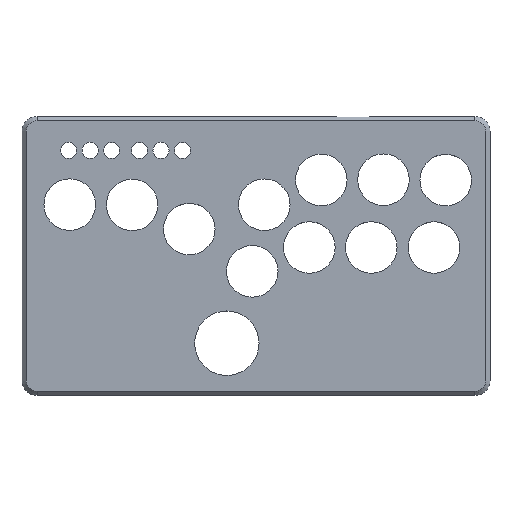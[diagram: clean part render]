
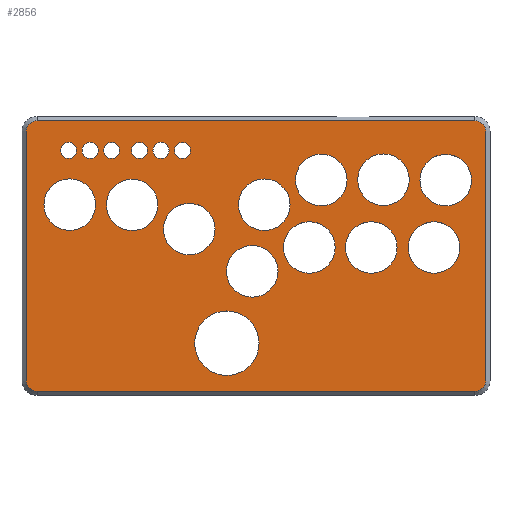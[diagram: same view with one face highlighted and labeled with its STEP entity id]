
A CAD part, top view. The second image highlights one B-rep face of the part: STEP entity #2856.
In plain terms, the highlighted planar face has unit normal (0, 0, 1).
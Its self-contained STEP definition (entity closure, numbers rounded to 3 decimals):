
#51=FACE_BOUND('',#462,.T.);
#52=FACE_BOUND('',#463,.T.);
#53=FACE_BOUND('',#464,.T.);
#54=FACE_BOUND('',#465,.T.);
#55=FACE_BOUND('',#466,.T.);
#56=FACE_BOUND('',#467,.T.);
#57=FACE_BOUND('',#468,.T.);
#58=FACE_BOUND('',#469,.T.);
#59=FACE_BOUND('',#470,.T.);
#60=FACE_BOUND('',#471,.T.);
#61=FACE_BOUND('',#472,.T.);
#62=FACE_BOUND('',#473,.T.);
#63=FACE_BOUND('',#474,.T.);
#64=FACE_BOUND('',#475,.T.);
#65=FACE_BOUND('',#476,.T.);
#66=FACE_BOUND('',#477,.T.);
#67=FACE_BOUND('',#478,.T.);
#68=FACE_BOUND('',#479,.T.);
#135=PLANE('',#3143);
#257=FACE_OUTER_BOUND('',#461,.T.);
#461=EDGE_LOOP('',(#2354,#2355,#2356,#2357,#2358,#2359,#2360,#2361));
#462=EDGE_LOOP('',(#2362));
#463=EDGE_LOOP('',(#2363));
#464=EDGE_LOOP('',(#2364));
#465=EDGE_LOOP('',(#2365));
#466=EDGE_LOOP('',(#2366));
#467=EDGE_LOOP('',(#2367));
#468=EDGE_LOOP('',(#2368));
#469=EDGE_LOOP('',(#2369));
#470=EDGE_LOOP('',(#2370));
#471=EDGE_LOOP('',(#2371));
#472=EDGE_LOOP('',(#2372));
#473=EDGE_LOOP('',(#2373));
#474=EDGE_LOOP('',(#2374));
#475=EDGE_LOOP('',(#2375));
#476=EDGE_LOOP('',(#2376));
#477=EDGE_LOOP('',(#2377));
#478=EDGE_LOOP('',(#2378));
#479=EDGE_LOOP('',(#2379));
#597=LINE('',#4251,#824);
#727=LINE('',#4747,#954);
#731=LINE('',#4759,#958);
#735=LINE('',#4771,#962);
#824=VECTOR('',#3323,10.);
#954=VECTOR('',#3809,10.);
#958=VECTOR('',#3821,10.);
#962=VECTOR('',#3833,10.);
#1141=CIRCLE('',#3126,5.);
#1143=CIRCLE('',#3130,5.);
#1145=CIRCLE('',#3134,5.);
#1147=CIRCLE('',#3138,5.);
#1149=CIRCLE('',#3144,12.);
#1150=CIRCLE('',#3145,12.);
#1151=CIRCLE('',#3146,12.);
#1152=CIRCLE('',#3147,12.);
#1153=CIRCLE('',#3148,12.);
#1154=CIRCLE('',#3149,12.);
#1155=CIRCLE('',#3150,15.);
#1156=CIRCLE('',#3151,12.);
#1157=CIRCLE('',#3152,12.);
#1158=CIRCLE('',#3153,12.);
#1159=CIRCLE('',#3154,12.);
#1160=CIRCLE('',#3155,12.);
#1161=CIRCLE('',#3156,3.75);
#1162=CIRCLE('',#3157,3.75);
#1163=CIRCLE('',#3158,3.75);
#1164=CIRCLE('',#3159,3.75);
#1165=CIRCLE('',#3160,3.75);
#1166=CIRCLE('',#3161,3.75);
#1225=VERTEX_POINT('',#4248);
#1226=VERTEX_POINT('',#4250);
#1394=VERTEX_POINT('',#4739);
#1396=VERTEX_POINT('',#4745);
#1398=VERTEX_POINT('',#4751);
#1400=VERTEX_POINT('',#4757);
#1402=VERTEX_POINT('',#4763);
#1404=VERTEX_POINT('',#4769);
#1405=VERTEX_POINT('',#4783);
#1406=VERTEX_POINT('',#4785);
#1407=VERTEX_POINT('',#4787);
#1408=VERTEX_POINT('',#4789);
#1409=VERTEX_POINT('',#4791);
#1410=VERTEX_POINT('',#4793);
#1411=VERTEX_POINT('',#4795);
#1412=VERTEX_POINT('',#4797);
#1413=VERTEX_POINT('',#4799);
#1414=VERTEX_POINT('',#4801);
#1415=VERTEX_POINT('',#4803);
#1416=VERTEX_POINT('',#4805);
#1417=VERTEX_POINT('',#4807);
#1418=VERTEX_POINT('',#4809);
#1419=VERTEX_POINT('',#4811);
#1420=VERTEX_POINT('',#4813);
#1421=VERTEX_POINT('',#4815);
#1422=VERTEX_POINT('',#4817);
#1493=EDGE_CURVE('',#1225,#1226,#597,.T.);
#1725=EDGE_CURVE('',#1394,#1225,#1141,.T.);
#1728=EDGE_CURVE('',#1396,#1394,#727,.T.);
#1731=EDGE_CURVE('',#1398,#1396,#1143,.T.);
#1734=EDGE_CURVE('',#1400,#1398,#731,.T.);
#1737=EDGE_CURVE('',#1402,#1400,#1145,.T.);
#1740=EDGE_CURVE('',#1404,#1402,#735,.T.);
#1742=EDGE_CURVE('',#1226,#1404,#1147,.T.);
#1747=EDGE_CURVE('',#1405,#1405,#1149,.T.);
#1748=EDGE_CURVE('',#1406,#1406,#1150,.T.);
#1749=EDGE_CURVE('',#1407,#1407,#1151,.T.);
#1750=EDGE_CURVE('',#1408,#1408,#1152,.T.);
#1751=EDGE_CURVE('',#1409,#1409,#1153,.T.);
#1752=EDGE_CURVE('',#1410,#1410,#1154,.T.);
#1753=EDGE_CURVE('',#1411,#1411,#1155,.T.);
#1754=EDGE_CURVE('',#1412,#1412,#1156,.T.);
#1755=EDGE_CURVE('',#1413,#1413,#1157,.T.);
#1756=EDGE_CURVE('',#1414,#1414,#1158,.T.);
#1757=EDGE_CURVE('',#1415,#1415,#1159,.T.);
#1758=EDGE_CURVE('',#1416,#1416,#1160,.T.);
#1759=EDGE_CURVE('',#1417,#1417,#1161,.T.);
#1760=EDGE_CURVE('',#1418,#1418,#1162,.T.);
#1761=EDGE_CURVE('',#1419,#1419,#1163,.T.);
#1762=EDGE_CURVE('',#1420,#1420,#1164,.T.);
#1763=EDGE_CURVE('',#1421,#1421,#1165,.T.);
#1764=EDGE_CURVE('',#1422,#1422,#1166,.T.);
#2354=ORIENTED_EDGE('',*,*,#1493,.F.);
#2355=ORIENTED_EDGE('',*,*,#1725,.F.);
#2356=ORIENTED_EDGE('',*,*,#1728,.F.);
#2357=ORIENTED_EDGE('',*,*,#1731,.F.);
#2358=ORIENTED_EDGE('',*,*,#1734,.F.);
#2359=ORIENTED_EDGE('',*,*,#1737,.F.);
#2360=ORIENTED_EDGE('',*,*,#1740,.F.);
#2361=ORIENTED_EDGE('',*,*,#1742,.F.);
#2362=ORIENTED_EDGE('',*,*,#1747,.T.);
#2363=ORIENTED_EDGE('',*,*,#1748,.T.);
#2364=ORIENTED_EDGE('',*,*,#1749,.T.);
#2365=ORIENTED_EDGE('',*,*,#1750,.T.);
#2366=ORIENTED_EDGE('',*,*,#1751,.T.);
#2367=ORIENTED_EDGE('',*,*,#1752,.T.);
#2368=ORIENTED_EDGE('',*,*,#1753,.T.);
#2369=ORIENTED_EDGE('',*,*,#1754,.T.);
#2370=ORIENTED_EDGE('',*,*,#1755,.T.);
#2371=ORIENTED_EDGE('',*,*,#1756,.T.);
#2372=ORIENTED_EDGE('',*,*,#1757,.T.);
#2373=ORIENTED_EDGE('',*,*,#1758,.T.);
#2374=ORIENTED_EDGE('',*,*,#1759,.T.);
#2375=ORIENTED_EDGE('',*,*,#1760,.T.);
#2376=ORIENTED_EDGE('',*,*,#1761,.T.);
#2377=ORIENTED_EDGE('',*,*,#1762,.T.);
#2378=ORIENTED_EDGE('',*,*,#1763,.T.);
#2379=ORIENTED_EDGE('',*,*,#1764,.T.);
#2856=ADVANCED_FACE('',(#257,#51,#52,#53,#54,#55,#56,#57,#58,#59,#60,#61,
#62,#63,#64,#65,#66,#67,#68),#135,.T.);
#3126=AXIS2_PLACEMENT_3D('',#4741,#3802,#3803);
#3130=AXIS2_PLACEMENT_3D('',#4753,#3814,#3815);
#3134=AXIS2_PLACEMENT_3D('',#4765,#3826,#3827);
#3138=AXIS2_PLACEMENT_3D('',#4774,#3837,#3838);
#3143=AXIS2_PLACEMENT_3D('',#4782,#3850,#3851);
#3144=AXIS2_PLACEMENT_3D('',#4784,#3852,#3853);
#3145=AXIS2_PLACEMENT_3D('',#4786,#3854,#3855);
#3146=AXIS2_PLACEMENT_3D('',#4788,#3856,#3857);
#3147=AXIS2_PLACEMENT_3D('',#4790,#3858,#3859);
#3148=AXIS2_PLACEMENT_3D('',#4792,#3860,#3861);
#3149=AXIS2_PLACEMENT_3D('',#4794,#3862,#3863);
#3150=AXIS2_PLACEMENT_3D('',#4796,#3864,#3865);
#3151=AXIS2_PLACEMENT_3D('',#4798,#3866,#3867);
#3152=AXIS2_PLACEMENT_3D('',#4800,#3868,#3869);
#3153=AXIS2_PLACEMENT_3D('',#4802,#3870,#3871);
#3154=AXIS2_PLACEMENT_3D('',#4804,#3872,#3873);
#3155=AXIS2_PLACEMENT_3D('',#4806,#3874,#3875);
#3156=AXIS2_PLACEMENT_3D('',#4808,#3876,#3877);
#3157=AXIS2_PLACEMENT_3D('',#4810,#3878,#3879);
#3158=AXIS2_PLACEMENT_3D('',#4812,#3880,#3881);
#3159=AXIS2_PLACEMENT_3D('',#4814,#3882,#3883);
#3160=AXIS2_PLACEMENT_3D('',#4816,#3884,#3885);
#3161=AXIS2_PLACEMENT_3D('',#4818,#3886,#3887);
#3323=DIRECTION('',(1.,0.,0.));
#3802=DIRECTION('center_axis',(0.,0.,-1.));
#3803=DIRECTION('ref_axis',(0.,1.,0.));
#3809=DIRECTION('',(0.,1.,0.));
#3814=DIRECTION('center_axis',(0.,0.,-1.));
#3815=DIRECTION('ref_axis',(-1.,0.,0.));
#3821=DIRECTION('',(-1.,0.,0.));
#3826=DIRECTION('center_axis',(0.,0.,-1.));
#3827=DIRECTION('ref_axis',(0.,-1.,0.));
#3833=DIRECTION('',(0.,-1.,0.));
#3837=DIRECTION('center_axis',(0.,0.,-1.));
#3838=DIRECTION('ref_axis',(1.,0.,0.));
#3850=DIRECTION('center_axis',(0.,0.,1.));
#3851=DIRECTION('ref_axis',(-1.,0.,0.));
#3852=DIRECTION('center_axis',(0.,0.,-1.));
#3853=DIRECTION('ref_axis',(-1.,0.,0.));
#3854=DIRECTION('center_axis',(0.,0.,-1.));
#3855=DIRECTION('ref_axis',(-1.,0.,0.));
#3856=DIRECTION('center_axis',(0.,0.,-1.));
#3857=DIRECTION('ref_axis',(-1.,0.,0.));
#3858=DIRECTION('center_axis',(0.,0.,-1.));
#3859=DIRECTION('ref_axis',(-1.,0.,0.));
#3860=DIRECTION('center_axis',(0.,0.,-1.));
#3861=DIRECTION('ref_axis',(-1.,0.,0.));
#3862=DIRECTION('center_axis',(0.,0.,-1.));
#3863=DIRECTION('ref_axis',(-1.,0.,0.));
#3864=DIRECTION('center_axis',(0.,0.,-1.));
#3865=DIRECTION('ref_axis',(-1.,0.,0.));
#3866=DIRECTION('center_axis',(0.,0.,-1.));
#3867=DIRECTION('ref_axis',(-1.,0.,0.));
#3868=DIRECTION('center_axis',(0.,0.,-1.));
#3869=DIRECTION('ref_axis',(-1.,0.,0.));
#3870=DIRECTION('center_axis',(0.,0.,-1.));
#3871=DIRECTION('ref_axis',(-1.,0.,0.));
#3872=DIRECTION('center_axis',(0.,0.,-1.));
#3873=DIRECTION('ref_axis',(-1.,0.,0.));
#3874=DIRECTION('center_axis',(0.,0.,-1.));
#3875=DIRECTION('ref_axis',(-1.,0.,0.));
#3876=DIRECTION('center_axis',(0.,0.,-1.));
#3877=DIRECTION('ref_axis',(-1.,0.,0.));
#3878=DIRECTION('center_axis',(0.,0.,-1.));
#3879=DIRECTION('ref_axis',(-1.,0.,0.));
#3880=DIRECTION('center_axis',(0.,0.,-1.));
#3881=DIRECTION('ref_axis',(-1.,0.,0.));
#3882=DIRECTION('center_axis',(0.,0.,-1.));
#3883=DIRECTION('ref_axis',(-1.,0.,0.));
#3884=DIRECTION('center_axis',(0.,0.,-1.));
#3885=DIRECTION('ref_axis',(-1.,0.,0.));
#3886=DIRECTION('center_axis',(0.,0.,-1.));
#3887=DIRECTION('ref_axis',(-1.,0.,0.));
#4248=CARTESIAN_POINT('',(-102.,61.75,7.6));
#4250=CARTESIAN_POINT('',(102.,61.75,7.6));
#4251=CARTESIAN_POINT('',(51.,61.75,7.6));
#4739=CARTESIAN_POINT('',(-107.,56.75,7.6));
#4741=CARTESIAN_POINT('Origin',(-102.,56.75,7.6));
#4745=CARTESIAN_POINT('',(-107.,-59.25,7.6));
#4747=CARTESIAN_POINT('',(-107.,27.75,7.6));
#4751=CARTESIAN_POINT('',(-102.,-64.25,7.6));
#4753=CARTESIAN_POINT('Origin',(-102.,-59.25,7.6));
#4757=CARTESIAN_POINT('',(102.,-64.25,7.6));
#4759=CARTESIAN_POINT('',(-51.,-64.25,7.6));
#4763=CARTESIAN_POINT('',(107.,-59.25,7.6));
#4765=CARTESIAN_POINT('Origin',(102.,-59.25,7.6));
#4769=CARTESIAN_POINT('',(107.,56.75,7.6));
#4771=CARTESIAN_POINT('',(107.,-30.25,7.6));
#4774=CARTESIAN_POINT('Origin',(102.,56.75,7.6));
#4782=CARTESIAN_POINT('Origin',(0.,-1.25,7.6));
#4783=CARTESIAN_POINT('',(10.25,-8.4,7.6));
#4784=CARTESIAN_POINT('Origin',(-1.75,-8.4,7.6));
#4785=CARTESIAN_POINT('',(-45.68,22.58,7.6));
#4786=CARTESIAN_POINT('Origin',(-57.68,22.58,7.6));
#4787=CARTESIAN_POINT('',(36.86,2.71,7.6));
#4788=CARTESIAN_POINT('Origin',(24.86,2.71,7.6));
#4789=CARTESIAN_POINT('',(100.36,34.05,7.6));
#4790=CARTESIAN_POINT('Origin',(88.36,34.05,7.6));
#4791=CARTESIAN_POINT('',(71.39,34.29,7.6));
#4792=CARTESIAN_POINT('Origin',(59.39,34.29,7.6));
#4793=CARTESIAN_POINT('',(-74.775,22.7,7.6));
#4794=CARTESIAN_POINT('Origin',(-86.775,22.7,7.6));
#4795=CARTESIAN_POINT('',(1.42,-41.87,7.6));
#4796=CARTESIAN_POINT('Origin',(-13.58,-41.87,7.6));
#4797=CARTESIAN_POINT('',(15.86,22.64,7.6));
#4798=CARTESIAN_POINT('Origin',(3.86,22.64,7.6));
#4799=CARTESIAN_POINT('',(94.92,2.71,7.6));
#4800=CARTESIAN_POINT('Origin',(82.92,2.71,7.6));
#4801=CARTESIAN_POINT('',(65.71,2.71,7.6));
#4802=CARTESIAN_POINT('Origin',(53.71,2.71,7.6));
#4803=CARTESIAN_POINT('',(42.42,34.17,7.6));
#4804=CARTESIAN_POINT('Origin',(30.42,34.17,7.6));
#4805=CARTESIAN_POINT('',(-19.08,11.23,7.6));
#4806=CARTESIAN_POINT('Origin',(-31.08,11.23,7.6));
#4807=CARTESIAN_POINT('',(-83.5,47.9,7.6));
#4808=CARTESIAN_POINT('Origin',(-87.25,47.9,7.6));
#4809=CARTESIAN_POINT('',(-40.5,47.9,7.6));
#4810=CARTESIAN_POINT('Origin',(-44.25,47.9,7.6));
#4811=CARTESIAN_POINT('',(-50.5,47.9,7.6));
#4812=CARTESIAN_POINT('Origin',(-54.25,47.9,7.6));
#4813=CARTESIAN_POINT('',(-73.5,47.9,7.6));
#4814=CARTESIAN_POINT('Origin',(-77.25,47.9,7.6));
#4815=CARTESIAN_POINT('',(-30.5,47.9,7.6));
#4816=CARTESIAN_POINT('Origin',(-34.25,47.9,7.6));
#4817=CARTESIAN_POINT('',(-63.5,47.9,7.6));
#4818=CARTESIAN_POINT('Origin',(-67.25,47.9,7.6));
